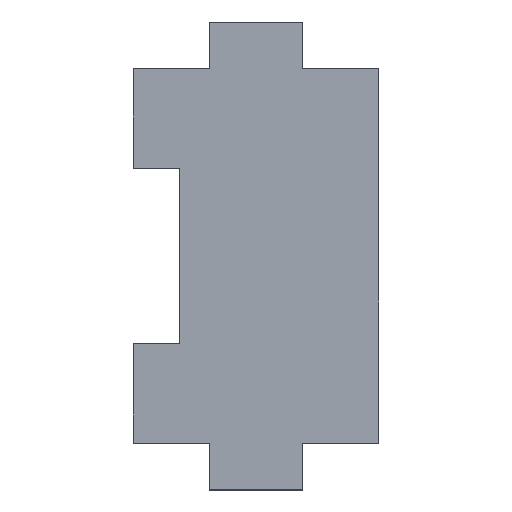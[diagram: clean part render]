
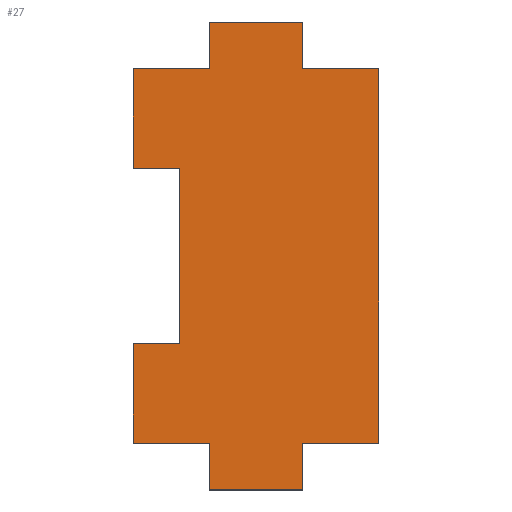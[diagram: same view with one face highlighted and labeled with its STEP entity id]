
A CAD part, top view. The second image highlights one B-rep face of the part: STEP entity #27.
In plain terms, the highlighted planar face has unit normal (0, 0, 1).
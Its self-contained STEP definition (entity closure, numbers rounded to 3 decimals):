
#5 = DIRECTION ( 'NONE',  ( 0., -1., 0. ) ) ;
#9 = LINE ( 'NONE', #275, #514 ) ;
#10 = CARTESIAN_POINT ( 'NONE',  ( 0., 40., 4. ) ) ;
#16 = VERTEX_POINT ( 'NONE', #575 ) ;
#24 = ORIENTED_EDGE ( 'NONE', *, *, #403, .T. ) ;
#27 = ADVANCED_FACE ( 'NONE', ( #351 ), #533, .F. ) ;
#30 = VECTOR ( 'NONE', #5, 1000. ) ;
#40 = ORIENTED_EDGE ( 'NONE', *, *, #494, .F. ) ;
#44 = ORIENTED_EDGE ( 'NONE', *, *, #572, .F. ) ;
#49 = EDGE_CURVE ( 'NONE', #330, #92, #477, .T. ) ;
#51 = VERTEX_POINT ( 'NONE', #182 ) ;
#56 = CARTESIAN_POINT ( 'NONE',  ( 14.5, 4., 4. ) ) ;
#59 = LINE ( 'NONE', #10, #86 ) ;
#61 = VECTOR ( 'NONE', #518, 1000. ) ;
#66 = CARTESIAN_POINT ( 'NONE',  ( 4., 12.5, 4. ) ) ;
#80 = VECTOR ( 'NONE', #411, 1000. ) ;
#84 = CARTESIAN_POINT ( 'NONE',  ( 21., 4., 4. ) ) ;
#86 = VECTOR ( 'NONE', #380, 1000. ) ;
#87 = VECTOR ( 'NONE', #229, 1000. ) ;
#89 = LINE ( 'NONE', #368, #158 ) ;
#92 = VERTEX_POINT ( 'NONE', #309 ) ;
#99 = CARTESIAN_POINT ( 'NONE',  ( 14.5, 4., 4. ) ) ;
#100 = CARTESIAN_POINT ( 'NONE',  ( 14.5, 0., 4. ) ) ;
#104 = DIRECTION ( 'NONE',  ( 1., 0., 0. ) ) ;
#106 = CARTESIAN_POINT ( 'NONE',  ( 14.5, 36., 4. ) ) ;
#110 = VERTEX_POINT ( 'NONE', #591 ) ;
#111 = ORIENTED_EDGE ( 'NONE', *, *, #242, .T. ) ;
#115 = AXIS2_PLACEMENT_3D ( 'NONE', #123, #306, #491 ) ;
#116 = CARTESIAN_POINT ( 'NONE',  ( 6.5, 0., 4. ) ) ;
#117 = ORIENTED_EDGE ( 'NONE', *, *, #523, .F. ) ;
#123 = CARTESIAN_POINT ( 'NONE',  ( 0., 0., 4. ) ) ;
#125 = LINE ( 'NONE', #450, #438 ) ;
#126 = EDGE_CURVE ( 'NONE', #16, #297, #406, .T. ) ;
#133 = CARTESIAN_POINT ( 'NONE',  ( 6.5, 36., 4. ) ) ;
#138 = LINE ( 'NONE', #398, #459 ) ;
#155 = EDGE_CURVE ( 'NONE', #421, #471, #538, .T. ) ;
#158 = VECTOR ( 'NONE', #226, 1000. ) ;
#160 = ORIENTED_EDGE ( 'NONE', *, *, #320, .F. ) ;
#178 = DIRECTION ( 'NONE',  ( 0., 1., 0. ) ) ;
#182 = CARTESIAN_POINT ( 'NONE',  ( 4., 27.5, 4. ) ) ;
#183 = VERTEX_POINT ( 'NONE', #100 ) ;
#184 = CARTESIAN_POINT ( 'NONE',  ( 0., 36., 4. ) ) ;
#191 = LINE ( 'NONE', #413, #61 ) ;
#200 = ORIENTED_EDGE ( 'NONE', *, *, #386, .F. ) ;
#202 = DIRECTION ( 'NONE',  ( 0., -1., 0. ) ) ;
#212 = CARTESIAN_POINT ( 'NONE',  ( 6.5, 40., 4. ) ) ;
#226 = DIRECTION ( 'NONE',  ( -1., 0., 0. ) ) ;
#227 = DIRECTION ( 'NONE',  ( 0., -1., 0. ) ) ;
#229 = DIRECTION ( 'NONE',  ( -1., 0., 0. ) ) ;
#231 = CARTESIAN_POINT ( 'NONE',  ( 0., 0., 4. ) ) ;
#235 = CARTESIAN_POINT ( 'NONE',  ( 0., 4., 4. ) ) ;
#241 = ORIENTED_EDGE ( 'NONE', *, *, #126, .F. ) ;
#242 = EDGE_CURVE ( 'NONE', #330, #183, #422, .T. ) ;
#246 = ORIENTED_EDGE ( 'NONE', *, *, #288, .F. ) ;
#253 = CARTESIAN_POINT ( 'NONE',  ( 4., 12.5, 4. ) ) ;
#255 = EDGE_CURVE ( 'NONE', #526, #297, #59, .T. ) ;
#256 = VERTEX_POINT ( 'NONE', #334 ) ;
#257 = VECTOR ( 'NONE', #202, 1000. ) ;
#261 = DIRECTION ( 'NONE',  ( 0., -1., 0. ) ) ;
#275 = CARTESIAN_POINT ( 'NONE',  ( 21., 0., 4. ) ) ;
#288 = EDGE_CURVE ( 'NONE', #381, #300, #479, .T. ) ;
#289 = CARTESIAN_POINT ( 'NONE',  ( 0., 0., 4. ) ) ;
#297 = VERTEX_POINT ( 'NONE', #212 ) ;
#300 = VERTEX_POINT ( 'NONE', #253 ) ;
#306 = DIRECTION ( 'NONE',  ( 0., 0., -1. ) ) ;
#309 = CARTESIAN_POINT ( 'NONE',  ( 6.5, 4., 4. ) ) ;
#320 = EDGE_CURVE ( 'NONE', #421, #16, #344, .T. ) ;
#328 = CARTESIAN_POINT ( 'NONE',  ( 14.5, 4., 4. ) ) ;
#330 = VERTEX_POINT ( 'NONE', #116 ) ;
#332 = LINE ( 'NONE', #106, #257 ) ;
#333 = VECTOR ( 'NONE', #178, 1000. ) ;
#334 = CARTESIAN_POINT ( 'NONE',  ( 14.5, 36., 4. ) ) ;
#339 = ORIENTED_EDGE ( 'NONE', *, *, #464, .F. ) ;
#344 = LINE ( 'NONE', #424, #454 ) ;
#348 = DIRECTION ( 'NONE',  ( 1., 0., 0. ) ) ;
#351 = FACE_OUTER_BOUND ( 'NONE', #466, .T. ) ;
#361 = LINE ( 'NONE', #545, #87 ) ;
#366 = CARTESIAN_POINT ( 'NONE',  ( 6.5, 4., 4. ) ) ;
#368 = CARTESIAN_POINT ( 'NONE',  ( 6.5, 4., 4. ) ) ;
#375 = ORIENTED_EDGE ( 'NONE', *, *, #503, .T. ) ;
#380 = DIRECTION ( 'NONE',  ( -1., 0., 0. ) ) ;
#381 = VERTEX_POINT ( 'NONE', #537 ) ;
#386 = EDGE_CURVE ( 'NONE', #51, #471, #361, .T. ) ;
#398 = CARTESIAN_POINT ( 'NONE',  ( 14.5, 36., 4. ) ) ;
#403 = EDGE_CURVE ( 'NONE', #381, #520, #125, .T. ) ;
#406 = LINE ( 'NONE', #133, #443 ) ;
#411 = DIRECTION ( 'NONE',  ( -1., 0., 0. ) ) ;
#413 = CARTESIAN_POINT ( 'NONE',  ( 4., 27.5, 4. ) ) ;
#421 = VERTEX_POINT ( 'NONE', #184 ) ;
#422 = LINE ( 'NONE', #289, #521 ) ;
#423 = VERTEX_POINT ( 'NONE', #84 ) ;
#424 = CARTESIAN_POINT ( 'NONE',  ( 6.5, 36., 4. ) ) ;
#425 = VECTOR ( 'NONE', #348, 1000. ) ;
#438 = VECTOR ( 'NONE', #261, 1000. ) ;
#439 = ORIENTED_EDGE ( 'NONE', *, *, #569, .F. ) ;
#443 = VECTOR ( 'NONE', #501, 1000. ) ;
#450 = CARTESIAN_POINT ( 'NONE',  ( 0., 0., 4. ) ) ;
#454 = VECTOR ( 'NONE', #476, 1000. ) ;
#458 = LINE ( 'NONE', #99, #80 ) ;
#459 = VECTOR ( 'NONE', #580, 1000. ) ;
#464 = EDGE_CURVE ( 'NONE', #92, #520, #89, .T. ) ;
#466 = EDGE_LOOP ( 'NONE', ( #570, #200, #44, #246, #24, #339, #508, #111, #439, #117, #375, #40, #480, #522, #241, #160 ) ) ;
#468 = DIRECTION ( 'NONE',  ( 0., 1., 0. ) ) ;
#471 = VERTEX_POINT ( 'NONE', #586 ) ;
#476 = DIRECTION ( 'NONE',  ( 1., 0., 0. ) ) ;
#477 = LINE ( 'NONE', #366, #333 ) ;
#479 = LINE ( 'NONE', #66, #425 ) ;
#480 = ORIENTED_EDGE ( 'NONE', *, *, #595, .F. ) ;
#491 = DIRECTION ( 'NONE',  ( -1., 0., 0. ) ) ;
#494 = EDGE_CURVE ( 'NONE', #256, #110, #138, .T. ) ;
#496 = VECTOR ( 'NONE', #227, 1000. ) ;
#501 = DIRECTION ( 'NONE',  ( 0., 1., 0. ) ) ;
#503 = EDGE_CURVE ( 'NONE', #423, #110, #9, .T. ) ;
#508 = ORIENTED_EDGE ( 'NONE', *, *, #49, .F. ) ;
#513 = CARTESIAN_POINT ( 'NONE',  ( 14.5, 40., 4. ) ) ;
#514 = VECTOR ( 'NONE', #468, 1000. ) ;
#518 = DIRECTION ( 'NONE',  ( 0., 1., 0. ) ) ;
#520 = VERTEX_POINT ( 'NONE', #235 ) ;
#521 = VECTOR ( 'NONE', #104, 1000. ) ;
#522 = ORIENTED_EDGE ( 'NONE', *, *, #255, .T. ) ;
#523 = EDGE_CURVE ( 'NONE', #423, #594, #458, .T. ) ;
#526 = VERTEX_POINT ( 'NONE', #513 ) ;
#533 = PLANE ( 'NONE',  #115 ) ;
#537 = CARTESIAN_POINT ( 'NONE',  ( 0., 12.5, 4. ) ) ;
#538 = LINE ( 'NONE', #231, #496 ) ;
#545 = CARTESIAN_POINT ( 'NONE',  ( 4., 27.5, 4. ) ) ;
#569 = EDGE_CURVE ( 'NONE', #594, #183, #596, .T. ) ;
#570 = ORIENTED_EDGE ( 'NONE', *, *, #155, .T. ) ;
#572 = EDGE_CURVE ( 'NONE', #300, #51, #191, .T. ) ;
#575 = CARTESIAN_POINT ( 'NONE',  ( 6.5, 36., 4. ) ) ;
#580 = DIRECTION ( 'NONE',  ( 1., 0., 0. ) ) ;
#586 = CARTESIAN_POINT ( 'NONE',  ( 0., 27.5, 4. ) ) ;
#591 = CARTESIAN_POINT ( 'NONE',  ( 21., 36., 4. ) ) ;
#594 = VERTEX_POINT ( 'NONE', #328 ) ;
#595 = EDGE_CURVE ( 'NONE', #526, #256, #332, .T. ) ;
#596 = LINE ( 'NONE', #56, #30 ) ;
